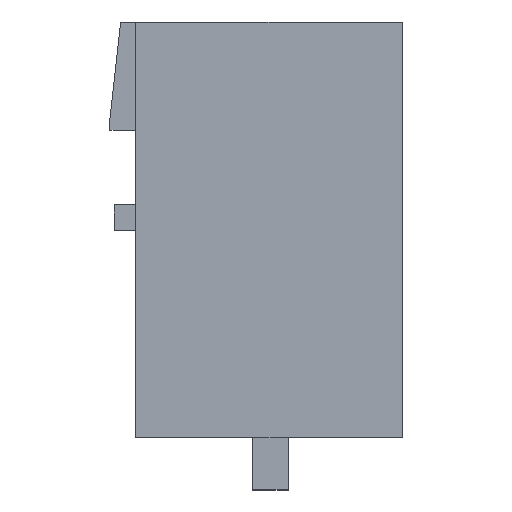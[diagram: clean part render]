
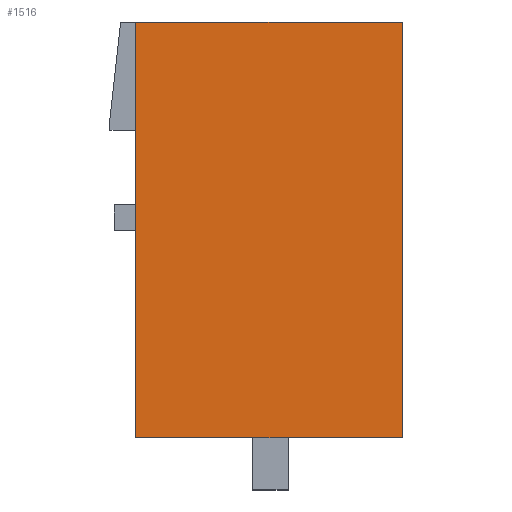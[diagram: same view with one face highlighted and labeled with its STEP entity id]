
A CAD part, left-side view. The second image highlights one B-rep face of the part: STEP entity #1516.
In plain terms, the highlighted planar face has unit normal (-1, 0, 0).
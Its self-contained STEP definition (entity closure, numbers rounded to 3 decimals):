
#1496=AXIS2_PLACEMENT_3D('Plane Axis2P3D',#1493,#1494,#1495) ;
#913=CARTESIAN_POINT('Vertex',(0.,0.,1.5)) ;
#916=CARTESIAN_POINT('Line Origine',(0.,3.84,1.5)) ;
#920=CARTESIAN_POINT('Vertex',(0.,7.68,1.5)) ;
#1357=CARTESIAN_POINT('Vertex',(0.,0.,13.5)) ;
#1360=CARTESIAN_POINT('Line Origine',(0.,0.,7.5)) ;
#1493=CARTESIAN_POINT('Axis2P3D Location',(0.,-1.5,1.5)) ;
#1498=CARTESIAN_POINT('Line Origine',(0.,7.68,7.5)) ;
#1502=CARTESIAN_POINT('Vertex',(0.,7.68,13.5)) ;
#1505=CARTESIAN_POINT('Line Origine',(0.,3.84,13.5)) ;
#917=DIRECTION('Vector Direction',(0.,-1.,0.)) ;
#1361=DIRECTION('Vector Direction',(0.,0.,-1.)) ;
#1494=DIRECTION('Axis2P3D Direction',(-1.,0.,0.)) ;
#1495=DIRECTION('Axis2P3D XDirection',(0.,0.,1.)) ;
#1499=DIRECTION('Vector Direction',(0.,0.,-1.)) ;
#1506=DIRECTION('Vector Direction',(0.,-1.,0.)) ;
#918=VECTOR('Line Direction',#917,1.) ;
#1362=VECTOR('Line Direction',#1361,1.) ;
#1500=VECTOR('Line Direction',#1499,1.) ;
#1507=VECTOR('Line Direction',#1506,1.) ;
#1511=ORIENTED_EDGE('',*,*,#1504,.T.) ;
#1512=ORIENTED_EDGE('',*,*,#922,.T.) ;
#1513=ORIENTED_EDGE('',*,*,#1364,.T.) ;
#1514=ORIENTED_EDGE('',*,*,#1509,.T.) ;
#1516=ADVANCED_FACE('HOUSING',(#1515),#1497,.T.) ;
#922=EDGE_CURVE('',#921,#914,#919,.T.) ;
#1364=EDGE_CURVE('',#914,#1358,#1363,.F.) ;
#1504=EDGE_CURVE('',#1503,#921,#1501,.T.) ;
#1509=EDGE_CURVE('',#1358,#1503,#1508,.F.) ;
#1510=EDGE_LOOP('',(#1511,#1512,#1513,#1514)) ;
#1515=FACE_OUTER_BOUND('',#1510,.T.) ;
#919=LINE('Line',#916,#918) ;
#1363=LINE('Line',#1360,#1362) ;
#1501=LINE('Line',#1498,#1500) ;
#1508=LINE('Line',#1505,#1507) ;
#1497=PLANE('',#1496) ;
#914=VERTEX_POINT('',#913) ;
#921=VERTEX_POINT('',#920) ;
#1358=VERTEX_POINT('',#1357) ;
#1503=VERTEX_POINT('',#1502) ;
